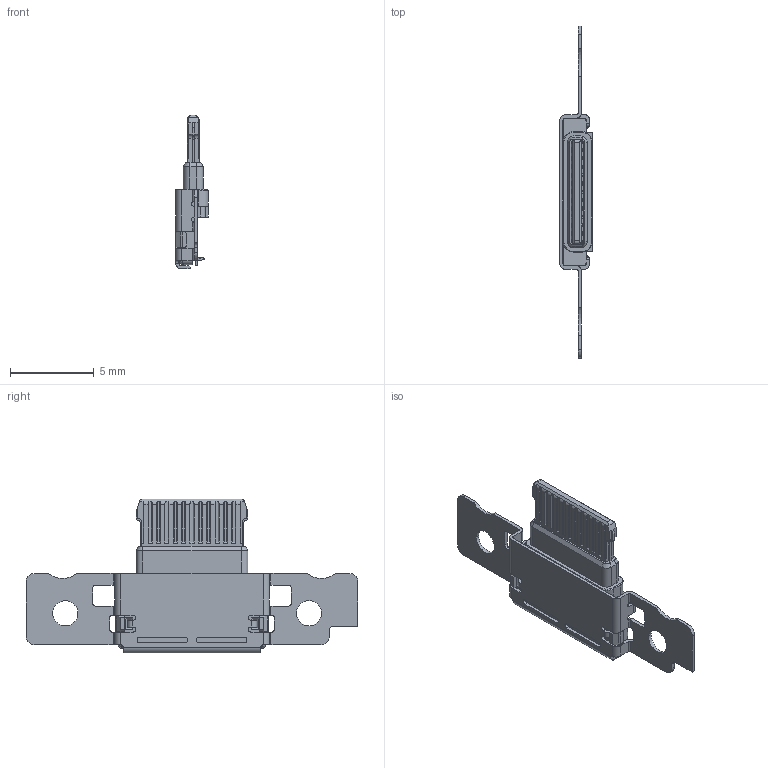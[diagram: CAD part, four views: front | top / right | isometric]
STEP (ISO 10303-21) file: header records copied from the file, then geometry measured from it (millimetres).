
FILE_DESCRIPTION(/* description */ (''),/* implementation_level */ '2;1');
FILE_NAME(/* name */ 'TYPE-C 24PIN_3d.stp',/* time_stamp */ '2026-03-19T11:01:55+08:00',/* author */ (''),/* organization */ (''),/* preprocessor_version */ 'ST-DEVELOPER v16',/* originating_system */ 'SIEMENS PLM Software NX 10.0',/* authorisation */ '');
FILE_SCHEMA (('AUTOMOTIVE_DESIGN { 1 0 10303 214 3 1 1 1 }'));
Length unit declared in the file: millimetre
Products named in the file (1): xue6300916Dznte
Bounding box: 1.95 x 19.84 x 9.2 mm (x, y, z)
Volume: 84.2 mm3; surface area: 388.7 mm2
Topology: 1 solids, 6 shells, 854 faces, 2445 edges, 1603 vertices
Faces by surface type: plane 637, cylinder 203, cone 12, bspline 2
Entity records: 28210 total; most frequent: CARTESIAN_POINT 5635, ORIENTED_EDGE 4898, DIRECTION 4482, EDGE_CURVE 2449, LINE 1874, VECTOR 1874, VERTEX_POINT 1607, AXIS2_PLACEMENT_3D 1304
